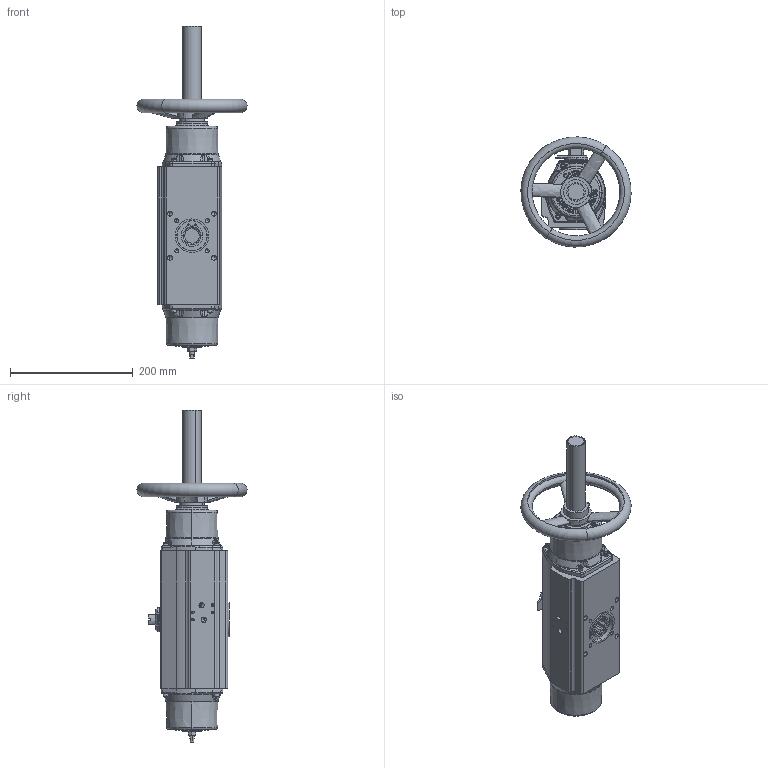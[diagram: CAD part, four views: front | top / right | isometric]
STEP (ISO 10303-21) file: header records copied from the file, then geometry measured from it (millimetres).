
FILE_DESCRIPTION (( 'STEP AP203' ), '1' );
FILE_NAME ('017149_defeature.STEP', '2018-08-17T07:56:35', ( '' ), ( '' ), 'SwSTEP 2.0', 'SolidWorks 2018', '' );
FILE_SCHEMA (( 'CONFIG_CONTROL_DESIGN' ));
Length unit declared in the file: millimetre
Products named in the file (1): 017149_defeature
Bounding box: 179.74 x 179.74 x 541.67 mm (x, y, z)
Volume: 3328503.2 mm3; surface area: 223080.6 mm2
Topology: 1 solids, 3 shells, 2592 faces, 5989 edges, 3494 vertices
Faces by surface type: bspline 964, cylinder 814, plane 604, cone 115, torus 95
Full cylindrical faces by diameter (mm): 3.5 x1
Entity records: 128337 total; most frequent: CARTESIAN_POINT 79005, ORIENTED_EDGE 11906, DIRECTION 7509, EDGE_CURVE 5953, VERTEX_POINT 3496, EDGE_LOOP 2733, FACE_OUTER_BOUND 2592, ADVANCED_FACE 2592
